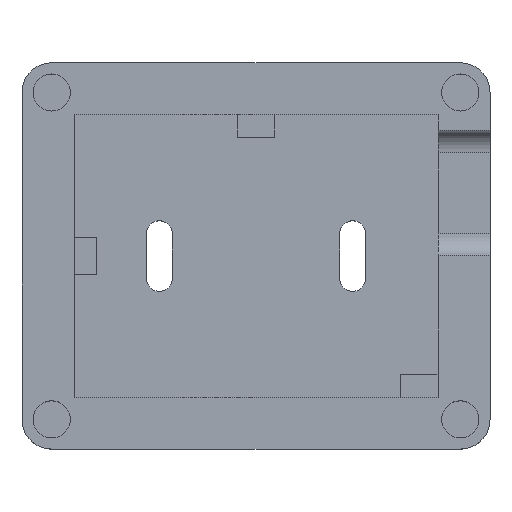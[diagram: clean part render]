
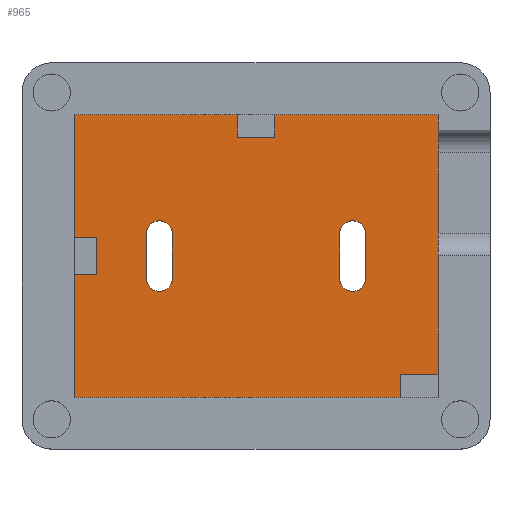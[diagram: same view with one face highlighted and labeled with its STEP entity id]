
A CAD part, top view. The second image highlights one B-rep face of the part: STEP entity #965.
In plain terms, the highlighted planar face has unit normal (0, 0, 1).
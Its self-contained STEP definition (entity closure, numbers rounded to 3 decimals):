
#41=FACE_BOUND('',#169,.T.);
#42=FACE_BOUND('',#170,.T.);
#57=CIRCLE('',#1034,1.75);
#59=CIRCLE('',#1038,1.75);
#61=CIRCLE('',#1042,1.75);
#63=CIRCLE('',#1046,1.75);
#109=FACE_OUTER_BOUND('',#168,.T.);
#168=EDGE_LOOP('',(#756,#757,#758,#759,#760,#761,#762,#763,#764,#765,#766,
#767,#768,#769));
#169=EDGE_LOOP('',(#770,#771,#772,#773));
#170=EDGE_LOOP('',(#774,#775,#776,#777));
#240=LINE('',#1489,#339);
#245=LINE('',#1503,#344);
#248=LINE('',#1513,#347);
#253=LINE('',#1527,#352);
#257=LINE('',#1538,#356);
#261=LINE('',#1544,#360);
#263=LINE('',#1549,#362);
#266=LINE('',#1554,#365);
#268=LINE('',#1559,#367);
#271=LINE('',#1564,#370);
#272=LINE('',#1567,#371);
#273=LINE('',#1568,#372);
#274=LINE('',#1570,#373);
#275=LINE('',#1572,#374);
#276=LINE('',#1573,#375);
#277=LINE('',#1575,#376);
#278=LINE('',#1577,#377);
#279=LINE('',#1578,#378);
#339=VECTOR('',#1186,10.);
#344=VECTOR('',#1199,10.);
#347=VECTOR('',#1210,10.);
#352=VECTOR('',#1223,10.);
#356=VECTOR('',#1235,10.);
#360=VECTOR('',#1241,10.);
#362=VECTOR('',#1245,10.);
#365=VECTOR('',#1250,10.);
#367=VECTOR('',#1254,10.);
#370=VECTOR('',#1259,10.);
#371=VECTOR('',#1262,10.);
#372=VECTOR('',#1263,10.);
#373=VECTOR('',#1264,10.);
#374=VECTOR('',#1265,10.);
#375=VECTOR('',#1266,10.);
#376=VECTOR('',#1267,10.);
#377=VECTOR('',#1268,10.);
#378=VECTOR('',#1269,10.);
#443=VERTEX_POINT('',#1487);
#444=VERTEX_POINT('',#1488);
#447=VERTEX_POINT('',#1496);
#449=VERTEX_POINT('',#1502);
#451=VERTEX_POINT('',#1511);
#452=VERTEX_POINT('',#1512);
#455=VERTEX_POINT('',#1520);
#457=VERTEX_POINT('',#1526);
#459=VERTEX_POINT('',#1535);
#460=VERTEX_POINT('',#1537);
#461=VERTEX_POINT('',#1542);
#462=VERTEX_POINT('',#1546);
#463=VERTEX_POINT('',#1548);
#464=VERTEX_POINT('',#1552);
#465=VERTEX_POINT('',#1556);
#466=VERTEX_POINT('',#1558);
#467=VERTEX_POINT('',#1562);
#468=VERTEX_POINT('',#1566);
#469=VERTEX_POINT('',#1569);
#470=VERTEX_POINT('',#1571);
#471=VERTEX_POINT('',#1574);
#472=VERTEX_POINT('',#1576);
#540=EDGE_CURVE('',#443,#444,#240,.T.);
#544=EDGE_CURVE('',#444,#447,#57,.T.);
#547=EDGE_CURVE('',#447,#449,#245,.T.);
#550=EDGE_CURVE('',#449,#443,#59,.T.);
#552=EDGE_CURVE('',#451,#452,#248,.T.);
#556=EDGE_CURVE('',#452,#455,#61,.T.);
#559=EDGE_CURVE('',#455,#457,#253,.T.);
#562=EDGE_CURVE('',#457,#451,#63,.T.);
#565=EDGE_CURVE('',#460,#459,#257,.T.);
#569=EDGE_CURVE('',#459,#461,#261,.T.);
#571=EDGE_CURVE('',#463,#462,#263,.T.);
#574=EDGE_CURVE('',#462,#464,#266,.T.);
#576=EDGE_CURVE('',#466,#465,#268,.T.);
#579=EDGE_CURVE('',#465,#467,#271,.T.);
#580=EDGE_CURVE('',#461,#468,#272,.T.);
#581=EDGE_CURVE('',#468,#463,#273,.T.);
#582=EDGE_CURVE('',#464,#469,#274,.T.);
#583=EDGE_CURVE('',#469,#470,#275,.T.);
#584=EDGE_CURVE('',#470,#466,#276,.T.);
#585=EDGE_CURVE('',#467,#471,#277,.T.);
#586=EDGE_CURVE('',#471,#472,#278,.T.);
#587=EDGE_CURVE('',#472,#460,#279,.T.);
#756=ORIENTED_EDGE('',*,*,#565,.T.);
#757=ORIENTED_EDGE('',*,*,#569,.T.);
#758=ORIENTED_EDGE('',*,*,#580,.T.);
#759=ORIENTED_EDGE('',*,*,#581,.T.);
#760=ORIENTED_EDGE('',*,*,#571,.T.);
#761=ORIENTED_EDGE('',*,*,#574,.T.);
#762=ORIENTED_EDGE('',*,*,#582,.T.);
#763=ORIENTED_EDGE('',*,*,#583,.T.);
#764=ORIENTED_EDGE('',*,*,#584,.T.);
#765=ORIENTED_EDGE('',*,*,#576,.T.);
#766=ORIENTED_EDGE('',*,*,#579,.T.);
#767=ORIENTED_EDGE('',*,*,#585,.T.);
#768=ORIENTED_EDGE('',*,*,#586,.T.);
#769=ORIENTED_EDGE('',*,*,#587,.T.);
#770=ORIENTED_EDGE('',*,*,#547,.T.);
#771=ORIENTED_EDGE('',*,*,#550,.T.);
#772=ORIENTED_EDGE('',*,*,#540,.T.);
#773=ORIENTED_EDGE('',*,*,#544,.T.);
#774=ORIENTED_EDGE('',*,*,#559,.T.);
#775=ORIENTED_EDGE('',*,*,#562,.T.);
#776=ORIENTED_EDGE('',*,*,#552,.T.);
#777=ORIENTED_EDGE('',*,*,#556,.T.);
#926=PLANE('',#1054);
#965=ADVANCED_FACE('',(#109,#41,#42),#926,.F.);
#1034=AXIS2_PLACEMENT_3D('',#1497,#1192,#1193);
#1038=AXIS2_PLACEMENT_3D('',#1508,#1204,#1205);
#1042=AXIS2_PLACEMENT_3D('',#1521,#1216,#1217);
#1046=AXIS2_PLACEMENT_3D('',#1532,#1228,#1229);
#1054=AXIS2_PLACEMENT_3D('',#1565,#1260,#1261);
#1186=DIRECTION('',(0.,1.,0.));
#1192=DIRECTION('center_axis',(0.,0.,-1.));
#1193=DIRECTION('ref_axis',(-1.,0.,0.));
#1199=DIRECTION('',(0.,-1.,0.));
#1204=DIRECTION('center_axis',(0.,0.,-1.));
#1205=DIRECTION('ref_axis',(1.,0.,0.));
#1210=DIRECTION('',(0.,1.,0.));
#1216=DIRECTION('center_axis',(0.,0.,-1.));
#1217=DIRECTION('ref_axis',(-1.,0.,0.));
#1223=DIRECTION('',(0.,-1.,0.));
#1228=DIRECTION('center_axis',(0.,0.,-1.));
#1229=DIRECTION('ref_axis',(1.,0.,0.));
#1235=DIRECTION('',(1.,0.,0.));
#1241=DIRECTION('',(0.,1.,0.));
#1245=DIRECTION('',(-1.,0.,0.));
#1250=DIRECTION('',(0.,1.,0.));
#1254=DIRECTION('',(0.,-1.,0.));
#1259=DIRECTION('',(-1.,0.,0.));
#1260=DIRECTION('center_axis',(0.,0.,-1.));
#1261=DIRECTION('ref_axis',(1.,0.,0.));
#1262=DIRECTION('',(-1.,0.,0.));
#1263=DIRECTION('',(0.,-1.,0.));
#1264=DIRECTION('',(-1.,0.,0.));
#1265=DIRECTION('',(0.,-1.,0.));
#1266=DIRECTION('',(1.,0.,0.));
#1267=DIRECTION('',(0.,-1.,0.));
#1268=DIRECTION('',(1.,0.,0.));
#1269=DIRECTION('',(0.,1.,0.));
#1487=CARTESIAN_POINT('',(-14.75,-3.,-10.4));
#1488=CARTESIAN_POINT('',(-14.75,3.,-10.4));
#1489=CARTESIAN_POINT('',(-14.75,1.5,-10.4));
#1496=CARTESIAN_POINT('',(-11.25,3.,-10.4));
#1497=CARTESIAN_POINT('Origin',(-13.,3.,-10.4));
#1502=CARTESIAN_POINT('',(-11.25,-3.,-10.4));
#1503=CARTESIAN_POINT('',(-11.25,-1.5,-10.4));
#1508=CARTESIAN_POINT('Origin',(-13.,-3.,-10.4));
#1511=CARTESIAN_POINT('',(11.25,-3.,-10.4));
#1512=CARTESIAN_POINT('',(11.25,3.,-10.4));
#1513=CARTESIAN_POINT('',(11.25,1.5,-10.4));
#1520=CARTESIAN_POINT('',(14.75,3.,-10.4));
#1521=CARTESIAN_POINT('Origin',(13.,3.,-10.4));
#1526=CARTESIAN_POINT('',(14.75,-3.,-10.4));
#1527=CARTESIAN_POINT('',(14.75,-1.5,-10.4));
#1532=CARTESIAN_POINT('Origin',(13.,-3.,-10.4));
#1535=CARTESIAN_POINT('',(24.5,-16.,-10.4));
#1537=CARTESIAN_POINT('',(19.5,-16.,-10.4));
#1538=CARTESIAN_POINT('',(9.75,-16.,-10.4));
#1542=CARTESIAN_POINT('',(24.5,19.,-10.4));
#1544=CARTESIAN_POINT('',(24.5,-19.,-10.4));
#1546=CARTESIAN_POINT('',(-2.5,16.,-10.4));
#1548=CARTESIAN_POINT('',(2.5,16.,-10.4));
#1549=CARTESIAN_POINT('',(1.25,16.,-10.4));
#1552=CARTESIAN_POINT('',(-2.5,19.,-10.4));
#1554=CARTESIAN_POINT('',(-2.5,9.25,-10.4));
#1556=CARTESIAN_POINT('',(-21.5,-2.5,-10.4));
#1558=CARTESIAN_POINT('',(-21.5,2.5,-10.4));
#1559=CARTESIAN_POINT('',(-21.5,1.25,-10.4));
#1562=CARTESIAN_POINT('',(-24.5,-2.5,-10.4));
#1564=CARTESIAN_POINT('',(-10.266,-2.5,-10.4));
#1565=CARTESIAN_POINT('Origin',(0.,0.,-10.4));
#1566=CARTESIAN_POINT('',(2.5,19.,-10.4));
#1567=CARTESIAN_POINT('',(24.5,19.,-10.4));
#1568=CARTESIAN_POINT('',(2.5,9.25,-10.4));
#1569=CARTESIAN_POINT('',(-24.5,19.,-10.4));
#1570=CARTESIAN_POINT('',(24.5,19.,-10.4));
#1571=CARTESIAN_POINT('',(-24.5,2.5,-10.4));
#1572=CARTESIAN_POINT('',(-24.5,19.,-10.4));
#1573=CARTESIAN_POINT('',(-11.25,2.5,-10.4));
#1574=CARTESIAN_POINT('',(-24.5,-19.,-10.4));
#1575=CARTESIAN_POINT('',(-24.5,19.,-10.4));
#1576=CARTESIAN_POINT('',(19.5,-19.,-10.4));
#1577=CARTESIAN_POINT('',(-24.5,-19.,-10.4));
#1578=CARTESIAN_POINT('',(19.5,-8.013,-10.4));
